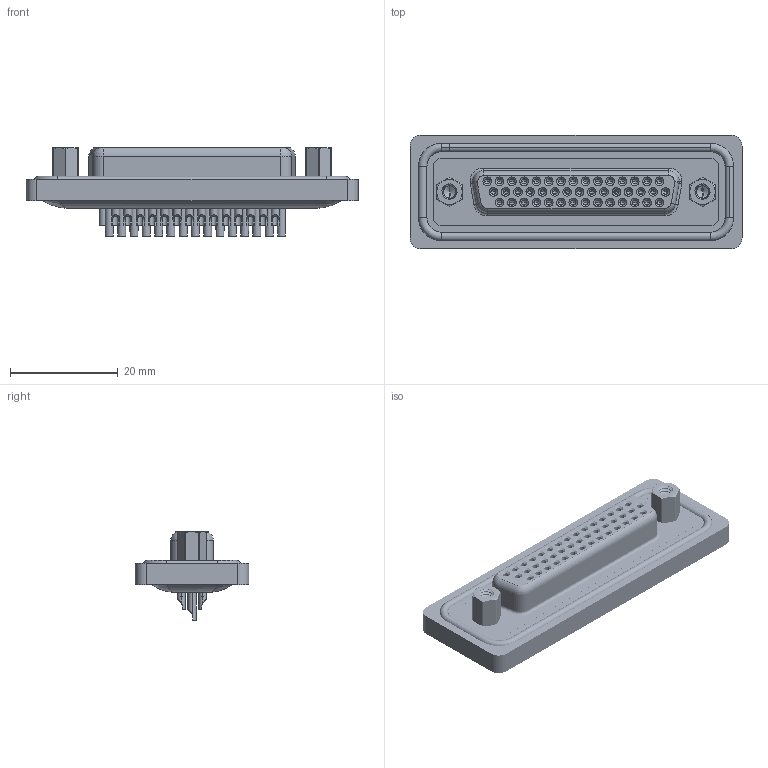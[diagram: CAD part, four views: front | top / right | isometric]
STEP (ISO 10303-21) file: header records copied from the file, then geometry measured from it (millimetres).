
FILE_DESCRIPTION (( 'STEP AP203' ), '1' );
FILE_NAME ('638-W44-222-012.STEP', '2018-11-28T17:34:12', ( '' ), ( '' ), 'SwSTEP 2.0', 'SolidWorks 2016', '' );
FILE_SCHEMA (( 'CONFIG_CONTROL_DESIGN' ));
Length unit declared in the file: millimetre
Products named in the file (9): 638-W44-222-012; 638W Housing_44 Contacts; 638W Shell_44 Contacts; 638W Waterproof Housing_44 Contacts; 638W Contact Row 1_22; 638W Contact Row 2_22; 638W Contact Row 3_22; 638W 4-40 Threaded Rivet; 638W 4-40 Hex Standoff
Assembly tree (51 placements, depth 2):
  638-W44-222-012
    638W Housing_44 Contacts
    638W Shell_44 Contacts
    638W Waterproof Housing_44 Contacts
    638W Contact Row 1_22  x15
    638W Contact Row 2_22  x15
    638W Contact Row 3_22  x14
    638W 4-40 Threaded Rivet  x2
    638W 4-40 Hex Standoff  x2
Bounding box: 61.74 x 21.1 x 16.5 mm (x, y, z)
Volume: 7229.4 mm3; surface area: 15993.4 mm2
Topology: 52 solids, 52 shells, 2929 faces, 7326 edges, 4556 vertices
Faces by surface type: cylinder 1228, plane 849, cone 428, torus 402, bspline 22
Entity records: 39444 total; most frequent: CARTESIAN_POINT 10398, DIRECTION 6120, ORIENTED_EDGE 5250, EDGE_CURVE 2625, AXIS2_PLACEMENT_3D 2570, VERTEX_POINT 1685, EDGE_LOOP 1450, CIRCLE 1418
